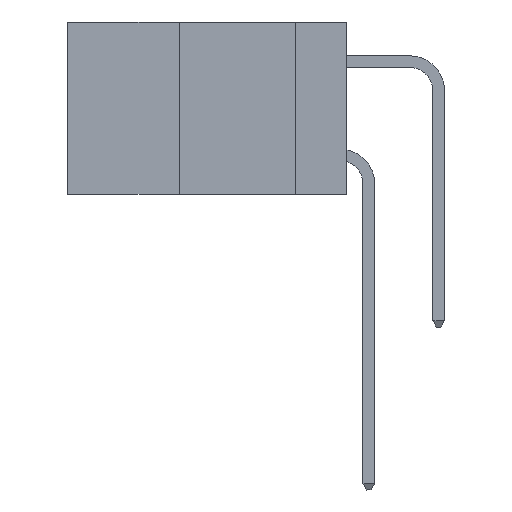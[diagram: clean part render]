
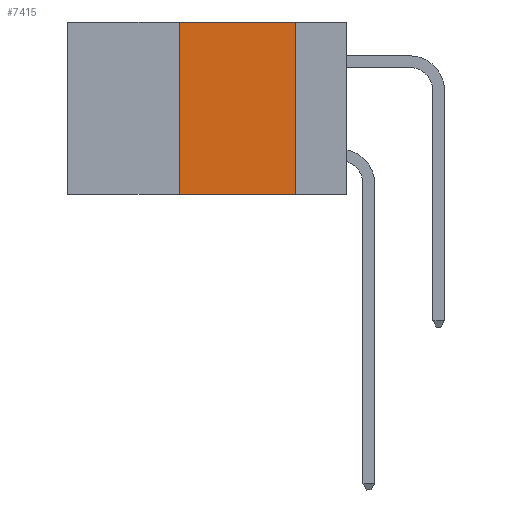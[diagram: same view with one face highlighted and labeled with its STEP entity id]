
A CAD part, left-side view. The second image highlights one B-rep face of the part: STEP entity #7415.
In plain terms, the highlighted planar face has unit normal (-1, 0, 0).
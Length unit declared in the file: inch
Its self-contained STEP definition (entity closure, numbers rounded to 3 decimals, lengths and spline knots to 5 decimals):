
#1213 = VERTEX_POINT ( 'NONE', #4265 ) ;
#1473 = EDGE_CURVE ( 'NONE', #8062, #6970, #6116, .T. ) ;
#1503 = EDGE_CURVE ( 'NONE', #1842, #1213, #5751, .T. ) ;
#1526 = EDGE_CURVE ( 'NONE', #1842, #6970, #1611, .T. ) ;
#1611 = LINE ( 'NONE', #10816, #4650 ) ;
#1755 = CARTESIAN_POINT ( 'NONE',  ( 0., 0.11, 0. ) ) ;
#1842 = VERTEX_POINT ( 'NONE', #4884 ) ;
#2071 = CARTESIAN_POINT ( 'NONE',  ( 0., 0.11, -0.37 ) ) ;
#2947 = VECTOR ( 'NONE', #4619, 39.37008 ) ;
#3107 = VECTOR ( 'NONE', #8557, 39.37008 ) ;
#3134 = CARTESIAN_POINT ( 'NONE',  ( 0., 0.6, 0. ) ) ;
#3311 = ORIENTED_EDGE ( 'NONE', *, *, #1473, .F. ) ;
#3326 = ORIENTED_EDGE ( 'NONE', *, *, #12536, .F. ) ;
#3341 = ORIENTED_EDGE ( 'NONE', *, *, #1503, .F. ) ;
#3429 = ORIENTED_EDGE ( 'NONE', *, *, #1526, .T. ) ;
#4265 = CARTESIAN_POINT ( 'NONE',  ( 0., 0.36, 0. ) ) ;
#4283 = CARTESIAN_POINT ( 'NONE',  ( 0., 0.11, 0. ) ) ;
#4365 = DIRECTION ( 'NONE',  ( 0., 0., -1. ) ) ;
#4619 = DIRECTION ( 'NONE',  ( 0., 0., -1. ) ) ;
#4650 = VECTOR ( 'NONE', #12897, 39.37008 ) ;
#4884 = CARTESIAN_POINT ( 'NONE',  ( 0., 0.36, -0.37 ) ) ;
#5751 = LINE ( 'NONE', #13498, #13880 ) ;
#6116 = LINE ( 'NONE', #1755, #2947 ) ;
#6642 = LINE ( 'NONE', #10682, #3107 ) ;
#6899 = EDGE_LOOP ( 'NONE', ( #3311, #3326, #3341, #3429 ) ) ;
#6970 = VERTEX_POINT ( 'NONE', #2071 ) ;
#7118 = FACE_OUTER_BOUND ( 'NONE', #6899, .T. ) ;
#7415 = ADVANCED_FACE ( 'NONE', ( #7118 ), #9060, .F. ) ;
#8062 = VERTEX_POINT ( 'NONE', #4283 ) ;
#8557 = DIRECTION ( 'NONE',  ( 0., -1., 0. ) ) ;
#9060 = PLANE ( 'NONE',  #12153 ) ;
#10682 = CARTESIAN_POINT ( 'NONE',  ( 0., 0.6, 0. ) ) ;
#10816 = CARTESIAN_POINT ( 'NONE',  ( 0., 0.6, -0.37 ) ) ;
#11174 = DIRECTION ( 'NONE',  ( 1., 0., 0. ) ) ;
#12153 = AXIS2_PLACEMENT_3D ( 'NONE', #3134, #11174, #4365 ) ;
#12536 = EDGE_CURVE ( 'NONE', #1213, #8062, #6642, .T. ) ;
#12897 = DIRECTION ( 'NONE',  ( 0., -1., 0. ) ) ;
#13498 = CARTESIAN_POINT ( 'NONE',  ( 0., 0.36, 0. ) ) ;
#13880 = VECTOR ( 'NONE', #14440, 39.37008 ) ;
#14440 = DIRECTION ( 'NONE',  ( 0., 0., 1. ) ) ;
